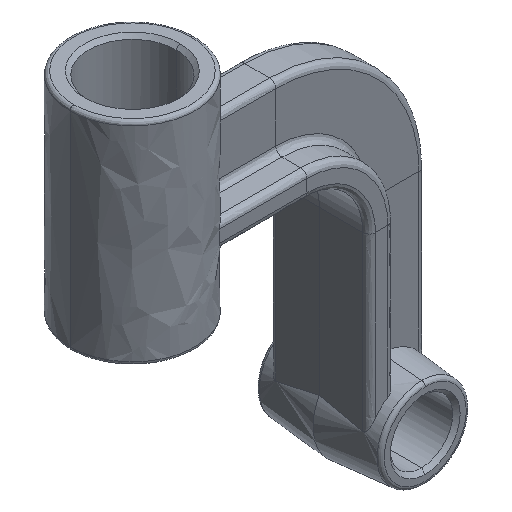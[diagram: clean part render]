
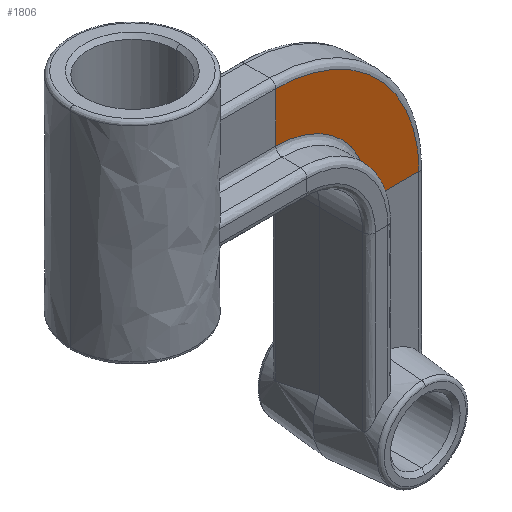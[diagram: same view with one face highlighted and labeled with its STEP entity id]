
A CAD part, isometric view. The second image highlights one B-rep face of the part: STEP entity #1806.
In plain terms, the highlighted free-form (B-spline) face has degree [1, 1] with [2, 2] control points.
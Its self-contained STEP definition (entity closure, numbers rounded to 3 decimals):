
#1484 = VERTEX_POINT('',#1485);
#1485 = CARTESIAN_POINT('',(202.528,-17.36,
    -57.865));
#1531 = VERTEX_POINT('',#1532);
#1532 = CARTESIAN_POINT('',(248.82,-17.36,
    -57.865));
#1537 = EDGE_CURVE('',#1531,#1484,#1538,.T.);
#1538 = B_SPLINE_CURVE_WITH_KNOTS('',1,(#1539,#1540),.UNSPECIFIED.,.F.,
  .F.,(2,2),(0.,40.),.PIECEWISE_BEZIER_KNOTS.);
#1539 = CARTESIAN_POINT('',(248.82,-17.36,
    -57.865));
#1540 = CARTESIAN_POINT('',(202.528,-17.36,
    -57.865));
#1782 = VERTEX_POINT('',#1783);
#1783 = CARTESIAN_POINT('',(115.73,-17.36,
    28.933));
#1789 = EDGE_CURVE('',#1782,#1484,#1790,.T.);
#1790 = ( BOUNDED_CURVE() B_SPLINE_CURVE(2,(#1791,#1792,#1793),
.UNSPECIFIED.,.F.,.F.) B_SPLINE_CURVE_WITH_KNOTS((3,3),(0.,
1.571),.PIECEWISE_BEZIER_KNOTS.) CURVE() 
GEOMETRIC_REPRESENTATION_ITEM() RATIONAL_B_SPLINE_CURVE((1.,
0.707,1.)) REPRESENTATION_ITEM('') );
#1791 = CARTESIAN_POINT('',(115.73,-17.36,
    28.933));
#1792 = CARTESIAN_POINT('',(202.528,-17.36,
    28.933));
#1793 = CARTESIAN_POINT('',(202.528,-17.36,
    -57.865));
#1806 = ADVANCED_FACE('',(#1807),#1824,.T.);
#1807 = FACE_BOUND('',#1808,.T.);
#1808 = EDGE_LOOP('',(#1809,#1810,#1811,#1819));
#1809 = ORIENTED_EDGE('',*,*,#1789,.T.);
#1810 = ORIENTED_EDGE('',*,*,#1537,.F.);
#1811 = ORIENTED_EDGE('',*,*,#1812,.F.);
#1812 = EDGE_CURVE('',#1813,#1531,#1815,.T.);
#1813 = VERTEX_POINT('',#1814);
#1814 = CARTESIAN_POINT('',(115.73,-17.36,
    75.225));
#1815 = ( BOUNDED_CURVE() B_SPLINE_CURVE(2,(#1816,#1817,#1818),
.UNSPECIFIED.,.F.,.F.) B_SPLINE_CURVE_WITH_KNOTS((3,3),(0.,
1.571),.PIECEWISE_BEZIER_KNOTS.) CURVE() 
GEOMETRIC_REPRESENTATION_ITEM() RATIONAL_B_SPLINE_CURVE((1.,
0.707,1.)) REPRESENTATION_ITEM('') );
#1816 = CARTESIAN_POINT('',(115.73,-17.36,
    75.225));
#1817 = CARTESIAN_POINT('',(248.82,-17.36,
    75.225));
#1818 = CARTESIAN_POINT('',(248.82,-17.36,
    -57.865));
#1819 = ORIENTED_EDGE('',*,*,#1820,.T.);
#1820 = EDGE_CURVE('',#1813,#1782,#1821,.T.);
#1821 = B_SPLINE_CURVE_WITH_KNOTS('',1,(#1822,#1823),.UNSPECIFIED.,.F.,
  .F.,(2,2),(0.,40.),.PIECEWISE_BEZIER_KNOTS.);
#1822 = CARTESIAN_POINT('',(115.73,-17.36,
    75.225));
#1823 = CARTESIAN_POINT('',(115.73,-17.36,
    28.933));
#1824 = B_SPLINE_SURFACE_WITH_KNOTS('',1,1,(
    (#1825,#1826)
    ,(#1827,#1828
    )),.UNSPECIFIED.,.F.,.F.,.F.,(2,2),(2,2),(0.,115.),(
    0.,115.),.PIECEWISE_BEZIER_KNOTS.);
#1825 = CARTESIAN_POINT('',(115.73,-17.36,
    75.225));
#1826 = CARTESIAN_POINT('',(248.82,-17.36,
    75.225));
#1827 = CARTESIAN_POINT('',(115.73,-17.36,
    -57.865));
#1828 = CARTESIAN_POINT('',(248.82,-17.36,
    -57.865));
